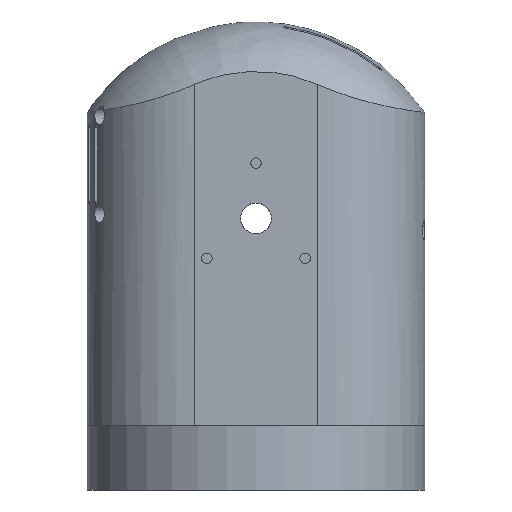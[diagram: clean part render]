
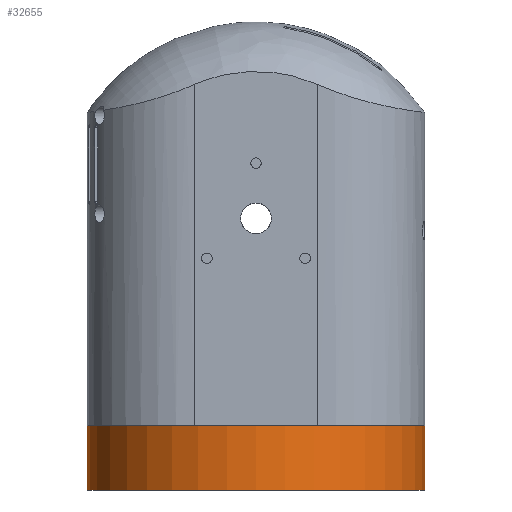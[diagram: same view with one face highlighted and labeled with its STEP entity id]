
A CAD part, front view. The second image highlights one B-rep face of the part: STEP entity #32655.
In plain terms, the highlighted cylindrical face has radius 55 mm (diameter 110 mm), a full revolution.
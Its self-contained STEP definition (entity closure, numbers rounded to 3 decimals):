
#10881 = PLANE('',#10882);
#10882 = AXIS2_PLACEMENT_3D('',#10883,#10884,#10885);
#10883 = CARTESIAN_POINT('',(0.,0.,0.));
#10884 = DIRECTION('',(0.,0.,1.));
#10885 = DIRECTION('',(1.,0.,0.));
#15087 = PLANE('',#15088);
#15088 = AXIS2_PLACEMENT_3D('',#15089,#15090,#15091);
#15089 = CARTESIAN_POINT('',(0.,0.,21.));
#15090 = DIRECTION('',(0.,0.,1.));
#15091 = DIRECTION('',(1.,0.,0.));
#28411 = EDGE_CURVE('',#28412,#28412,#28414,.T.);
#28412 = VERTEX_POINT('',#28413);
#28413 = CARTESIAN_POINT('',(55.,0.,0.));
#28414 = SURFACE_CURVE('',#28415,(#28420,#28427),.PCURVE_S1.);
#28415 = CIRCLE('',#28416,55.);
#28416 = AXIS2_PLACEMENT_3D('',#28417,#28418,#28419);
#28417 = CARTESIAN_POINT('',(0.,0.,0.));
#28418 = DIRECTION('',(0.,0.,1.));
#28419 = DIRECTION('',(1.,0.,0.));
#28420 = PCURVE('',#10881,#28421);
#28421 = DEFINITIONAL_REPRESENTATION('',(#28422),#28426);
#28422 = CIRCLE('',#28423,55.);
#28423 = AXIS2_PLACEMENT_2D('',#28424,#28425);
#28424 = CARTESIAN_POINT('',(0.,0.));
#28425 = DIRECTION('',(1.,0.));
#28426 = ( GEOMETRIC_REPRESENTATION_CONTEXT(2) 
PARAMETRIC_REPRESENTATION_CONTEXT() REPRESENTATION_CONTEXT('2D SPACE',''
  ) );
#28427 = PCURVE('',#28428,#28433);
#28428 = CYLINDRICAL_SURFACE('',#28429,55.);
#28429 = AXIS2_PLACEMENT_3D('',#28430,#28431,#28432);
#28430 = CARTESIAN_POINT('',(0.,0.,0.));
#28431 = DIRECTION('',(0.,0.,1.));
#28432 = DIRECTION('',(1.,0.,0.));
#28433 = DEFINITIONAL_REPRESENTATION('',(#28434),#28438);
#28434 = LINE('',#28435,#28436);
#28435 = CARTESIAN_POINT('',(0.,0.));
#28436 = VECTOR('',#28437,1.);
#28437 = DIRECTION('',(1.,0.));
#28438 = ( GEOMETRIC_REPRESENTATION_CONTEXT(2) 
PARAMETRIC_REPRESENTATION_CONTEXT() REPRESENTATION_CONTEXT('2D SPACE',''
  ) );
#30896 = EDGE_CURVE('',#30897,#30899,#30901,.T.);
#30897 = VERTEX_POINT('',#30898);
#30898 = CARTESIAN_POINT('',(55.,0.,21.));
#30899 = VERTEX_POINT('',#30900);
#30900 = CARTESIAN_POINT('',(-55.,0.,21.));
#30901 = SURFACE_CURVE('',#30902,(#30907,#30914),.PCURVE_S1.);
#30902 = CIRCLE('',#30903,55.);
#30903 = AXIS2_PLACEMENT_3D('',#30904,#30905,#30906);
#30904 = CARTESIAN_POINT('',(0.,0.,21.));
#30905 = DIRECTION('',(0.,0.,1.));
#30906 = DIRECTION('',(1.,0.,0.));
#30907 = PCURVE('',#15087,#30908);
#30908 = DEFINITIONAL_REPRESENTATION('',(#30909),#30913);
#30909 = CIRCLE('',#30910,55.);
#30910 = AXIS2_PLACEMENT_2D('',#30911,#30912);
#30911 = CARTESIAN_POINT('',(0.,0.));
#30912 = DIRECTION('',(1.,0.));
#30913 = ( GEOMETRIC_REPRESENTATION_CONTEXT(2) 
PARAMETRIC_REPRESENTATION_CONTEXT() REPRESENTATION_CONTEXT('2D SPACE',''
  ) );
#30914 = PCURVE('',#28428,#30915);
#30915 = DEFINITIONAL_REPRESENTATION('',(#30916),#30920);
#30916 = LINE('',#30917,#30918);
#30917 = CARTESIAN_POINT('',(0.,21.));
#30918 = VECTOR('',#30919,1.);
#30919 = DIRECTION('',(1.,0.));
#30920 = ( GEOMETRIC_REPRESENTATION_CONTEXT(2) 
PARAMETRIC_REPRESENTATION_CONTEXT() REPRESENTATION_CONTEXT('2D SPACE',''
  ) );
#30922 = EDGE_CURVE('',#30899,#30897,#30923,.T.);
#30923 = SURFACE_CURVE('',#30924,(#30929,#30936),.PCURVE_S1.);
#30924 = CIRCLE('',#30925,55.);
#30925 = AXIS2_PLACEMENT_3D('',#30926,#30927,#30928);
#30926 = CARTESIAN_POINT('',(0.,0.,21.));
#30927 = DIRECTION('',(0.,0.,1.));
#30928 = DIRECTION('',(1.,0.,0.));
#30929 = PCURVE('',#15087,#30930);
#30930 = DEFINITIONAL_REPRESENTATION('',(#30931),#30935);
#30931 = CIRCLE('',#30932,55.);
#30932 = AXIS2_PLACEMENT_2D('',#30933,#30934);
#30933 = CARTESIAN_POINT('',(0.,0.));
#30934 = DIRECTION('',(1.,0.));
#30935 = ( GEOMETRIC_REPRESENTATION_CONTEXT(2) 
PARAMETRIC_REPRESENTATION_CONTEXT() REPRESENTATION_CONTEXT('2D SPACE',''
  ) );
#30936 = PCURVE('',#28428,#30937);
#30937 = DEFINITIONAL_REPRESENTATION('',(#30938),#30942);
#30938 = LINE('',#30939,#30940);
#30939 = CARTESIAN_POINT('',(0.,21.));
#30940 = VECTOR('',#30941,1.);
#30941 = DIRECTION('',(1.,0.));
#30942 = ( GEOMETRIC_REPRESENTATION_CONTEXT(2) 
PARAMETRIC_REPRESENTATION_CONTEXT() REPRESENTATION_CONTEXT('2D SPACE',''
  ) );
#32655 = ADVANCED_FACE('',(#32656),#28428,.T.);
#32656 = FACE_BOUND('',#32657,.T.);
#32657 = EDGE_LOOP('',(#32658,#32679,#32680,#32681,#32682));
#32658 = ORIENTED_EDGE('',*,*,#32659,.T.);
#32659 = EDGE_CURVE('',#28412,#30897,#32660,.T.);
#32660 = SEAM_CURVE('',#32661,(#32665,#32672),.PCURVE_S1.);
#32661 = LINE('',#32662,#32663);
#32662 = CARTESIAN_POINT('',(55.,0.,0.));
#32663 = VECTOR('',#32664,1.);
#32664 = DIRECTION('',(0.,0.,1.));
#32665 = PCURVE('',#28428,#32666);
#32666 = DEFINITIONAL_REPRESENTATION('',(#32667),#32671);
#32667 = LINE('',#32668,#32669);
#32668 = CARTESIAN_POINT('',(6.283,-0.));
#32669 = VECTOR('',#32670,1.);
#32670 = DIRECTION('',(0.,1.));
#32671 = ( GEOMETRIC_REPRESENTATION_CONTEXT(2) 
PARAMETRIC_REPRESENTATION_CONTEXT() REPRESENTATION_CONTEXT('2D SPACE',''
  ) );
#32672 = PCURVE('',#28428,#32673);
#32673 = DEFINITIONAL_REPRESENTATION('',(#32674),#32678);
#32674 = LINE('',#32675,#32676);
#32675 = CARTESIAN_POINT('',(0.,-0.));
#32676 = VECTOR('',#32677,1.);
#32677 = DIRECTION('',(0.,1.));
#32678 = ( GEOMETRIC_REPRESENTATION_CONTEXT(2) 
PARAMETRIC_REPRESENTATION_CONTEXT() REPRESENTATION_CONTEXT('2D SPACE',''
  ) );
#32679 = ORIENTED_EDGE('',*,*,#30922,.F.);
#32680 = ORIENTED_EDGE('',*,*,#30896,.F.);
#32681 = ORIENTED_EDGE('',*,*,#32659,.F.);
#32682 = ORIENTED_EDGE('',*,*,#28411,.T.);
